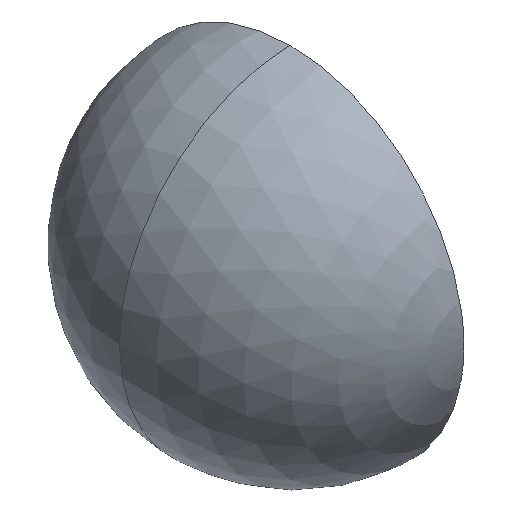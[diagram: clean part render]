
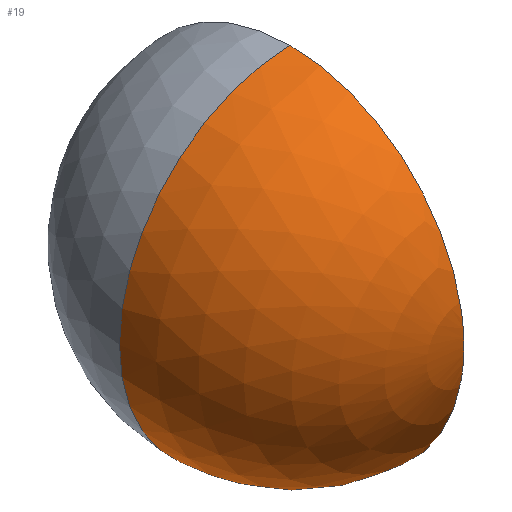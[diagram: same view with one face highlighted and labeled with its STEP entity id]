
A CAD part, isometric view. The second image highlights one B-rep face of the part: STEP entity #19.
In plain terms, the highlighted spherical face has radius 50 mm.
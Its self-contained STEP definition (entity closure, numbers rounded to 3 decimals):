
#5 = DIRECTION ( 'NONE',  ( 0., 1., 0. ) ) ;
#15 = CARTESIAN_POINT ( 'NONE',  ( 0., 0., 0. ) ) ;
#19 = ADVANCED_FACE ( 'NONE', ( #67 ), #155, .T. ) ;
#29 = CIRCLE ( 'NONE', #124, 49.99 ) ;
#31 = CIRCLE ( 'NONE', #57, 50. ) ;
#32 = DIRECTION ( 'NONE',  ( 0., 0., 1. ) ) ;
#47 = DIRECTION ( 'NONE',  ( 0., 0., -1. ) ) ;
#49 = CARTESIAN_POINT ( 'NONE',  ( 0., 0., 0. ) ) ;
#50 = VERTEX_POINT ( 'NONE', #116 ) ;
#52 = AXIS2_PLACEMENT_3D ( 'NONE', #133, #5, #32 ) ;
#55 = ORIENTED_EDGE ( 'NONE', *, *, #143, .F. ) ;
#57 = AXIS2_PLACEMENT_3D ( 'NONE', #49, #137, #47 ) ;
#65 = EDGE_CURVE ( 'NONE', #74, #50, #29, .T. ) ;
#66 = ORIENTED_EDGE ( 'NONE', *, *, #106, .T. ) ;
#67 = FACE_OUTER_BOUND ( 'NONE', #165, .T. ) ;
#68 = AXIS2_PLACEMENT_3D ( 'NONE', #15, #113, #110 ) ;
#74 = VERTEX_POINT ( 'NONE', #169 ) ;
#75 = CARTESIAN_POINT ( 'NONE',  ( -50., 0., 0. ) ) ;
#76 = CARTESIAN_POINT ( 'NONE',  ( -1., 0., 0. ) ) ;
#77 = ORIENTED_EDGE ( 'NONE', *, *, #65, .F. ) ;
#82 = VERTEX_POINT ( 'NONE', #75 ) ;
#88 = CIRCLE ( 'NONE', #52, 50. ) ;
#101 = DIRECTION ( 'NONE',  ( 0., 0., -1. ) ) ;
#106 = EDGE_CURVE ( 'NONE', #82, #50, #31, .T. ) ;
#110 = DIRECTION ( 'NONE',  ( 0., 0., 1. ) ) ;
#113 = DIRECTION ( 'NONE',  ( 0., -1., 0. ) ) ;
#116 = CARTESIAN_POINT ( 'NONE',  ( -1., 0., -49.99 ) ) ;
#124 = AXIS2_PLACEMENT_3D ( 'NONE', #76, #152, #101 ) ;
#133 = CARTESIAN_POINT ( 'NONE',  ( 0., 0., 0. ) ) ;
#137 = DIRECTION ( 'NONE',  ( 0., -1., 0. ) ) ;
#143 = EDGE_CURVE ( 'NONE', #82, #74, #88, .T. ) ;
#152 = DIRECTION ( 'NONE',  ( 1., 0., 0. ) ) ;
#155 = SPHERICAL_SURFACE ( 'NONE', #68, 50. ) ;
#165 = EDGE_LOOP ( 'NONE', ( #55, #66, #77 ) ) ;
#169 = CARTESIAN_POINT ( 'NONE',  ( -1., 0., 49.99 ) ) ;
